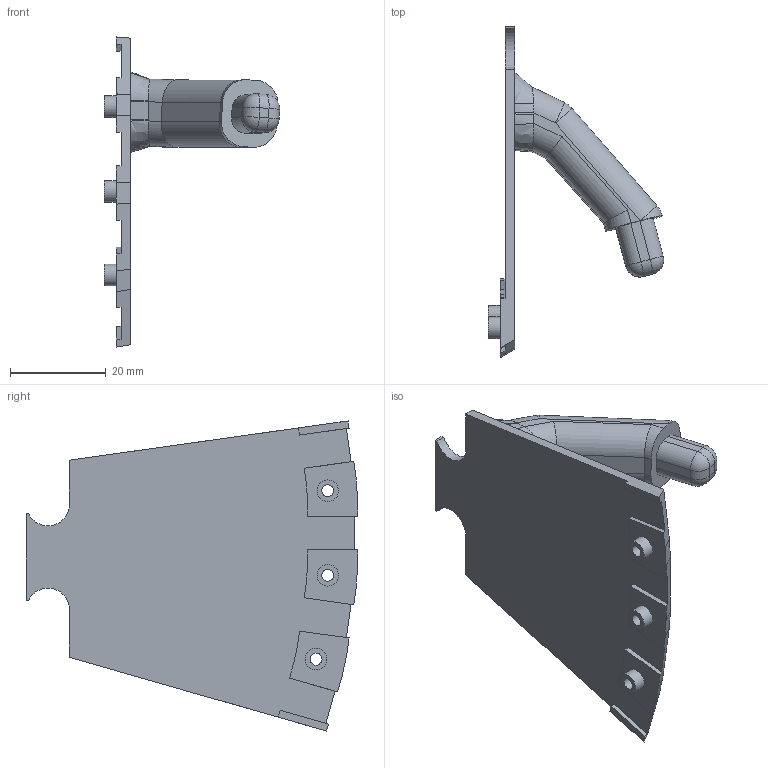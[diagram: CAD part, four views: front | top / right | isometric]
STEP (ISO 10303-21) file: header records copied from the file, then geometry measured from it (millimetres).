
FILE_DESCRIPTION(/* description */ (''),/* implementation_level */ '2;1');
FILE_NAME(/* name */ '1a149d7c-2a83-48cd-905a-fb019b94b680.stp',/* time_stamp */ '2019-03-12T20:39:20+01:00',/* author */ (''),/* organization */ (''),/* preprocessor_version */ 'ST-DEVELOPER v17.2',/* originating_system */ 'Autodesk Translation Framework v7.6.0.251',/* authorisation */ '');
FILE_SCHEMA (('AUTOMOTIVE_DESIGN { 1 0 10303 214 3 1 1 }'));
Length unit declared in the file: millimetre
Products named in the file (1): Bottom
Bounding box: 36.57 x 69.13 x 64.7 mm (x, y, z)
Volume: 12136.6 mm3; surface area: 8988.1 mm2
Topology: 1 solids, 1 shells, 122 faces, 312 edges, 196 vertices
Faces by surface type: plane 71, cylinder 31, bspline 12, sphere 8
Full cylindrical faces by diameter (mm): 2.5 x3, 4 x3, 4.5 x3
Entity records: 3878 total; most frequent: CARTESIAN_POINT 927, ORIENTED_EDGE 616, DIRECTION 568, EDGE_CURVE 308, LINE 222, VECTOR 222, VERTEX_POINT 196, AXIS2_PLACEMENT_3D 173
